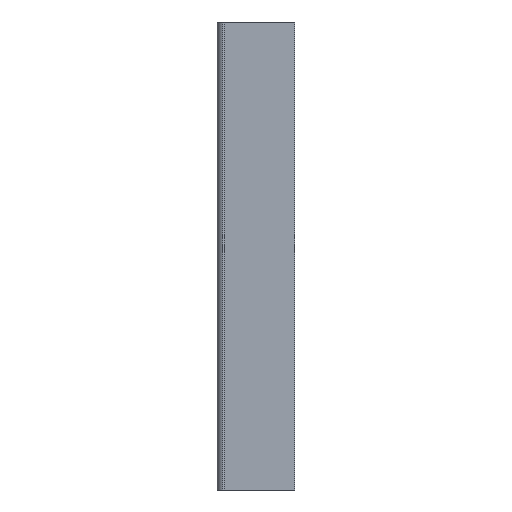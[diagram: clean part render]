
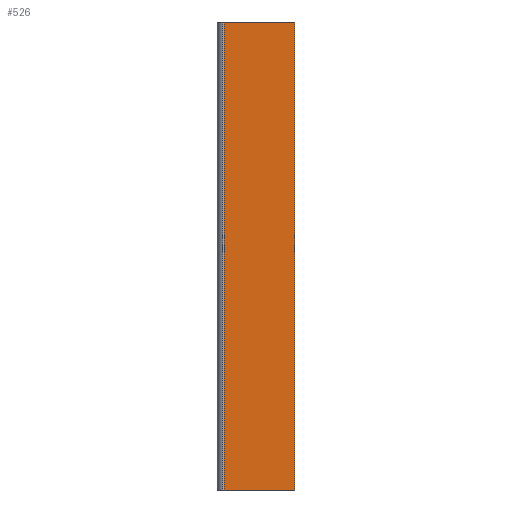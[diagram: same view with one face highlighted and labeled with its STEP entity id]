
A CAD part, left-side view. The second image highlights one B-rep face of the part: STEP entity #526.
In plain terms, the highlighted planar face has unit normal (-1, 0, 0).
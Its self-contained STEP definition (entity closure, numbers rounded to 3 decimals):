
#62=FACE_OUTER_BOUND('',#91,.T.);
#91=EDGE_LOOP('',(#417,#418,#419,#420));
#140=LINE('',#878,#200);
#144=LINE('',#886,#204);
#146=LINE('',#890,#206);
#147=LINE('',#891,#207);
#200=VECTOR('',#718,10.);
#204=VECTOR('',#726,10.);
#206=VECTOR('',#730,10.);
#207=VECTOR('',#731,10.);
#252=VERTEX_POINT('',#875);
#253=VERTEX_POINT('',#877);
#255=VERTEX_POINT('',#885);
#256=VERTEX_POINT('',#889);
#312=EDGE_CURVE('',#252,#253,#140,.T.);
#316=EDGE_CURVE('',#255,#253,#144,.T.);
#318=EDGE_CURVE('',#255,#256,#146,.T.);
#319=EDGE_CURVE('',#256,#252,#147,.T.);
#417=ORIENTED_EDGE('',*,*,#318,.F.);
#418=ORIENTED_EDGE('',*,*,#316,.T.);
#419=ORIENTED_EDGE('',*,*,#312,.F.);
#420=ORIENTED_EDGE('',*,*,#319,.F.);
#502=PLANE('',#621);
#526=ADVANCED_FACE('',(#62),#502,.T.);
#621=AXIS2_PLACEMENT_3D('',#888,#728,#729);
#718=DIRECTION('',(0.,1.,0.));
#726=DIRECTION('',(0.,0.,-1.));
#728=DIRECTION('center_axis',(-1.,0.,0.));
#729=DIRECTION('ref_axis',(0.,1.,0.));
#730=DIRECTION('',(0.,-1.,0.));
#731=DIRECTION('',(0.,0.,-1.));
#875=CARTESIAN_POINT('',(-6.,-15.,-200.));
#877=CARTESIAN_POINT('',(-6.,15.,-200.));
#878=CARTESIAN_POINT('',(-6.,15.,-200.));
#885=CARTESIAN_POINT('',(-6.,15.,0.));
#886=CARTESIAN_POINT('',(-6.,15.,0.));
#888=CARTESIAN_POINT('Origin',(-6.,-15.,0.));
#889=CARTESIAN_POINT('',(-6.,-15.,0.));
#890=CARTESIAN_POINT('',(-6.,15.,0.));
#891=CARTESIAN_POINT('',(-6.,-15.,0.));
